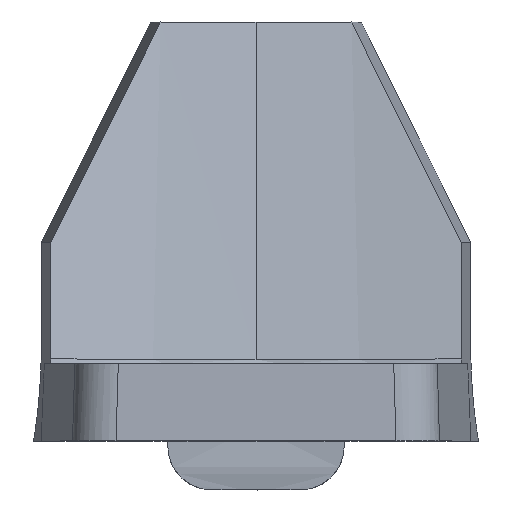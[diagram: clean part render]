
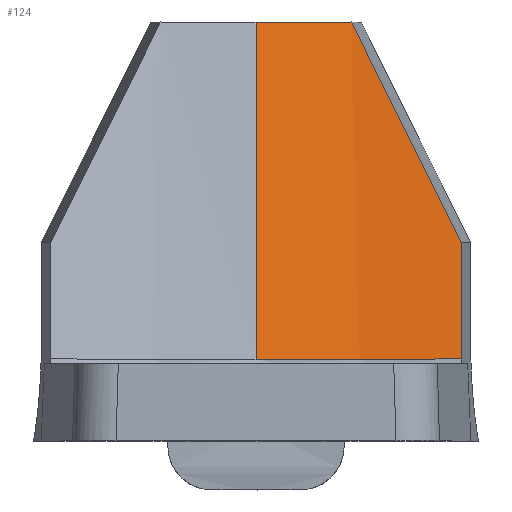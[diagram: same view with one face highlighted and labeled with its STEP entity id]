
A CAD part, top view. The second image highlights one B-rep face of the part: STEP entity #124.
In plain terms, the highlighted cylindrical face has radius 53.5 mm (diameter 107 mm), a partial arc.
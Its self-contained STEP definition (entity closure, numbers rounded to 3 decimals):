
#13 = ORIENTED_EDGE ( 'NONE', *, *, #140, .T. ) ;
#40 = ORIENTED_EDGE ( 'NONE', *, *, #927, .F. ) ;
#57 = VECTOR ( 'NONE', #348, 1000. ) ;
#83 = EDGE_LOOP ( 'NONE', ( #948, #482, #13, #40, #373 ) ) ;
#124 = ADVANCED_FACE ( 'NONE', ( #1146 ), #759, .F. ) ;
#140 = EDGE_CURVE ( 'NONE', #374, #360, #280, .T. ) ;
#227 = AXIS2_PLACEMENT_3D ( 'NONE', #1519, #987, #489 ) ;
#280 =( BOUNDED_CURVE ( )  B_SPLINE_CURVE ( 3, ( #478, #1259, #617, #738 ),
 .UNSPECIFIED., .F., .T. ) 
 B_SPLINE_CURVE_WITH_KNOTS ( ( 4, 4 ),
 ( 3.142, 3.316 ),
 .UNSPECIFIED. ) 
 CURVE ( )  GEOMETRIC_REPRESENTATION_ITEM ( )  RATIONAL_B_SPLINE_CURVE ( ( 1., 0.997, 0.997, 1. ) ) 
 REPRESENTATION_ITEM ( '' )  );
#311 =( BOUNDED_CURVE ( )  B_SPLINE_CURVE ( 3, ( #615, #1512, #723, #1263 ),
 .UNSPECIFIED., .F., .T. ) 
 B_SPLINE_CURVE_WITH_KNOTS ( ( 4, 4 ),
 ( 3.142, 3.223 ),
 .UNSPECIFIED. ) 
 CURVE ( )  GEOMETRIC_REPRESENTATION_ITEM ( )  RATIONAL_B_SPLINE_CURVE ( ( 1., 0.999, 0.999, 1. ) ) 
 REPRESENTATION_ITEM ( '' )  );
#327 = CARTESIAN_POINT ( 'NONE',  ( 5.993, 15.679, -111.116 ) ) ;
#348 = DIRECTION ( 'NONE',  ( 0., -0.966, 0.259 ) ) ;
#360 = VERTEX_POINT ( 'NONE', #606 ) ;
#366 = CARTESIAN_POINT ( 'NONE',  ( 9.29, 9.01, -108.809 ) ) ;
#373 = ORIENTED_EDGE ( 'NONE', *, *, #385, .F. ) ;
#374 = VERTEX_POINT ( 'NONE', #597 ) ;
#385 = EDGE_CURVE ( 'NONE', #992, #1438, #1516, .T. ) ;
#462 = LINE ( 'NONE', #1379, #57 ) ;
#478 = CARTESIAN_POINT ( 'NONE',  ( 0., 3.706, -108.229 ) ) ;
#479 = DIRECTION ( 'NONE',  ( 0., -0.966, 0.259 ) ) ;
#482 = ORIENTED_EDGE ( 'NONE', *, *, #850, .T. ) ;
#489 = DIRECTION ( 'NONE',  ( 0., -0.259, -0.966 ) ) ;
#583 = CARTESIAN_POINT ( 'NONE',  ( 9.29, 9.01, -108.809 ) ) ;
#597 = CARTESIAN_POINT ( 'NONE',  ( 0., 3.706, -108.229 ) ) ;
#606 = CARTESIAN_POINT ( 'NONE',  ( 9.29, 3.726, -107.393 ) ) ;
#615 = CARTESIAN_POINT ( 'NONE',  ( 0., 19., -112.327 ) ) ;
#617 = CARTESIAN_POINT ( 'NONE',  ( 6.221, 3.712, -107.95 ) ) ;
#723 = CARTESIAN_POINT ( 'NONE',  ( 2.89, 19., -112.267 ) ) ;
#738 = CARTESIAN_POINT ( 'NONE',  ( 9.29, 3.726, -107.393 ) ) ;
#759 = CYLINDRICAL_SURFACE ( 'NONE', #227, 53.5 ) ;
#840 = CARTESIAN_POINT ( 'NONE',  ( 4.331, 19., -112.146 ) ) ;
#850 = EDGE_CURVE ( 'NONE', #1256, #374, #462, .T. ) ;
#927 = EDGE_CURVE ( 'NONE', #1438, #360, #1684, .T. ) ;
#948 = ORIENTED_EDGE ( 'NONE', *, *, #1278, .F. ) ;
#987 = DIRECTION ( 'NONE',  ( 0., -0.966, 0.259 ) ) ;
#992 = VERTEX_POINT ( 'NONE', #840 ) ;
#1079 = VECTOR ( 'NONE', #479, 1000. ) ;
#1087 = CARTESIAN_POINT ( 'NONE',  ( 4.331, 19., -112.146 ) ) ;
#1103 = CARTESIAN_POINT ( 'NONE',  ( 7.647, 12.346, -110.003 ) ) ;
#1146 = FACE_OUTER_BOUND ( 'NONE', #83, .T. ) ;
#1256 = VERTEX_POINT ( 'NONE', #1643 ) ;
#1259 = CARTESIAN_POINT ( 'NONE',  ( 3.116, 3.706, -108.229 ) ) ;
#1263 = CARTESIAN_POINT ( 'NONE',  ( 4.331, 19., -112.146 ) ) ;
#1278 = EDGE_CURVE ( 'NONE', #1256, #992, #311, .T. ) ;
#1379 = CARTESIAN_POINT ( 'NONE',  ( 0., 49.747, -120.566 ) ) ;
#1438 = VERTEX_POINT ( 'NONE', #366 ) ;
#1512 = CARTESIAN_POINT ( 'NONE',  ( 1.445, 19., -112.327 ) ) ;
#1516 =( BOUNDED_CURVE ( )  B_SPLINE_CURVE ( 3, ( #1087, #327, #1103, #583 ),
 .UNSPECIFIED., .F., .T. ) 
 B_SPLINE_CURVE_WITH_KNOTS ( ( 4, 4 ),
 ( 4.495, 4.588 ),
 .UNSPECIFIED. ) 
 CURVE ( )  GEOMETRIC_REPRESENTATION_ITEM ( )  RATIONAL_B_SPLINE_CURVE ( ( 1., 0.999, 0.999, 1. ) ) 
 REPRESENTATION_ITEM ( '' )  );
#1519 = CARTESIAN_POINT ( 'NONE',  ( 0., 63.594, -68.889 ) ) ;
#1525 = CARTESIAN_POINT ( 'NONE',  ( 9.29, 19.21, -111.542 ) ) ;
#1643 = CARTESIAN_POINT ( 'NONE',  ( 0., 19., -112.327 ) ) ;
#1684 = LINE ( 'NONE', #1525, #1079 ) ;
